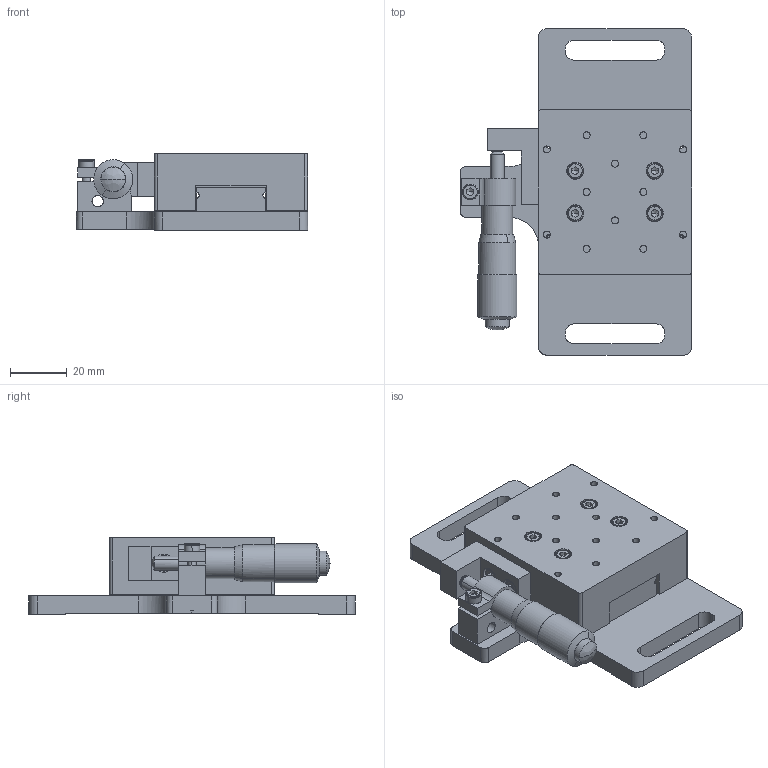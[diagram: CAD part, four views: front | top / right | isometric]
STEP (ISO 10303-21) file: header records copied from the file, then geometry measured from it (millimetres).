
FILE_DESCRIPTION(/* description */ (''),/* implementation_level */ '2;1');
FILE_NAME(/* name */ '02-TS1~1',/* time_stamp */ '2021-12-20T12:16:34+03:00',/* author */ (''),/* organization */ (''),/* preprocessor_version */ 'ST-DEVELOPER v15',/* originating_system */ '',/* authorisation */ '');
FILE_SCHEMA (('AUTOMOTIVE_DESIGN'));
Length unit declared in the file: millimetre
Products named in the file (2): Document; Block 01
Assembly tree (1 placements, depth 2):
  Document
    Block 01
Bounding box: 81.5 x 115 x 27 mm (x, y, z)
Volume: 33.7 mm3; surface area: 42058.1 mm2
Topology: 10 solids, 19 shells, 621 faces, 1759 edges, 1176 vertices
Faces by surface type: bspline 621
Entity records: 44768 total; most frequent: CARTESIAN_POINT 23420, B_SPLINE_CURVE_WITH_KNOTS 3800, ORIENTED_EDGE 3406, PCURVE 3406, DEFINITIONAL_REPRESENTATION 3406, SURFACE_CURVE 1737, EDGE_CURVE 1737, VERTEX_POINT 1176
